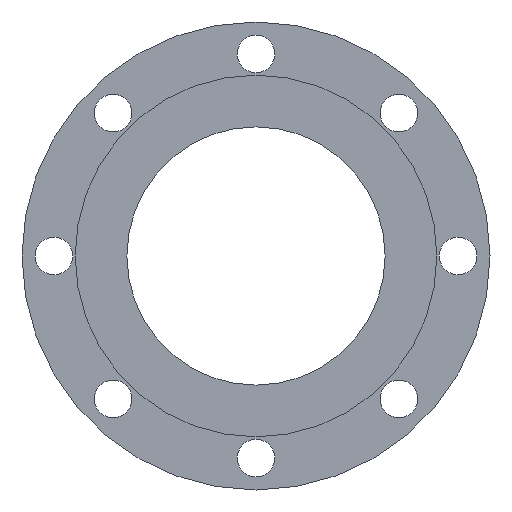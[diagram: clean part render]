
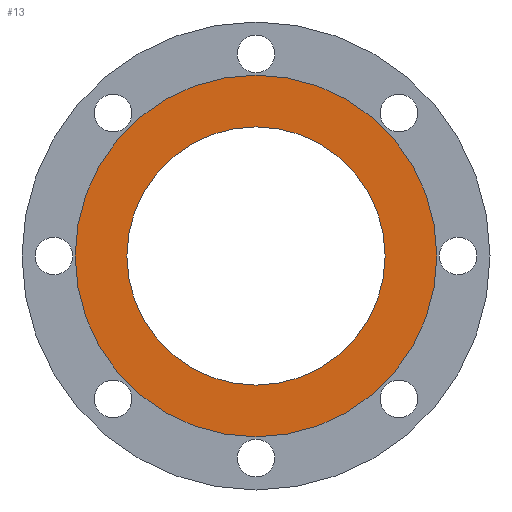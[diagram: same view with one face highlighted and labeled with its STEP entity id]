
A CAD part, front view. The second image highlights one B-rep face of the part: STEP entity #13.
In plain terms, the highlighted planar face has unit normal (0, -1, 0).
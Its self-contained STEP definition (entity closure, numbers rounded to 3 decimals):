
#13 = ADVANCED_FACE ( 'NONE', ( #948, #366 ), #119, .T. ) ;
#16 = EDGE_CURVE ( 'NONE', #348, #630, #657, .T. ) ;
#61 = AXIS2_PLACEMENT_3D ( 'NONE', #551, #526, #183 ) ;
#97 = ORIENTED_EDGE ( 'NONE', *, *, #16, .T. ) ;
#103 = DIRECTION ( 'NONE',  ( 0., 0., 1. ) ) ;
#119 = PLANE ( 'NONE',  #758 ) ;
#134 = DIRECTION ( 'NONE',  ( 0., 0., 1. ) ) ;
#183 = DIRECTION ( 'NONE',  ( 0., 0., 1. ) ) ;
#194 = CARTESIAN_POINT ( 'NONE',  ( 0., 0., 0. ) ) ;
#203 = VERTEX_POINT ( 'NONE', #626 ) ;
#267 = EDGE_LOOP ( 'NONE', ( #97, #412 ) ) ;
#288 = AXIS2_PLACEMENT_3D ( 'NONE', #194, #937, #103 ) ;
#323 = CIRCLE ( 'NONE', #361, 107.95 ) ;
#348 = VERTEX_POINT ( 'NONE', #870 ) ;
#361 = AXIS2_PLACEMENT_3D ( 'NONE', #1046, #574, #951 ) ;
#366 = FACE_OUTER_BOUND ( 'NONE', #1023, .T. ) ;
#412 = ORIENTED_EDGE ( 'NONE', *, *, #603, .T. ) ;
#484 = EDGE_CURVE ( 'NONE', #203, #647, #1034, .T. ) ;
#507 = AXIS2_PLACEMENT_3D ( 'NONE', #886, #792, #134 ) ;
#526 = DIRECTION ( 'NONE',  ( 0., 1., 0. ) ) ;
#551 = CARTESIAN_POINT ( 'NONE',  ( 0., 0., 0. ) ) ;
#574 = DIRECTION ( 'NONE',  ( 0., 1., 0. ) ) ;
#603 = EDGE_CURVE ( 'NONE', #630, #348, #865, .T. ) ;
#626 = CARTESIAN_POINT ( 'NONE',  ( 0., 0., -107.95 ) ) ;
#630 = VERTEX_POINT ( 'NONE', #921 ) ;
#647 = VERTEX_POINT ( 'NONE', #739 ) ;
#657 = CIRCLE ( 'NONE', #288, 77.1 ) ;
#716 = ORIENTED_EDGE ( 'NONE', *, *, #840, .F. ) ;
#739 = CARTESIAN_POINT ( 'NONE',  ( 0., 0., 107.95 ) ) ;
#741 = DIRECTION ( 'NONE',  ( 0., -1., 0. ) ) ;
#758 = AXIS2_PLACEMENT_3D ( 'NONE', #1117, #741, #1028 ) ;
#792 = DIRECTION ( 'NONE',  ( 0., 1., 0. ) ) ;
#840 = EDGE_CURVE ( 'NONE', #647, #203, #323, .T. ) ;
#865 = CIRCLE ( 'NONE', #61, 77.1 ) ;
#870 = CARTESIAN_POINT ( 'NONE',  ( 0., 0., 77.1 ) ) ;
#886 = CARTESIAN_POINT ( 'NONE',  ( 0., 0., 0. ) ) ;
#921 = CARTESIAN_POINT ( 'NONE',  ( 0., 0., -77.1 ) ) ;
#934 = ORIENTED_EDGE ( 'NONE', *, *, #484, .F. ) ;
#937 = DIRECTION ( 'NONE',  ( 0., 1., 0. ) ) ;
#948 = FACE_BOUND ( 'NONE', #267, .T. ) ;
#951 = DIRECTION ( 'NONE',  ( 0., 0., 1. ) ) ;
#1023 = EDGE_LOOP ( 'NONE', ( #716, #934 ) ) ;
#1028 = DIRECTION ( 'NONE',  ( 0., 0., -1. ) ) ;
#1034 = CIRCLE ( 'NONE', #507, 107.95 ) ;
#1046 = CARTESIAN_POINT ( 'NONE',  ( 0., 0., 0. ) ) ;
#1117 = CARTESIAN_POINT ( 'NONE',  ( 0., 0., 77.1 ) ) ;
